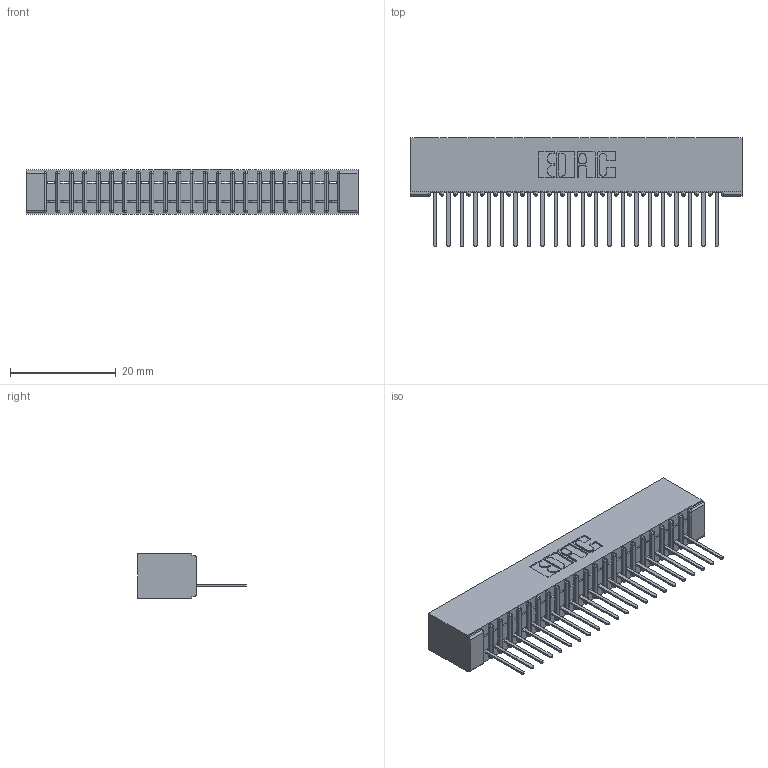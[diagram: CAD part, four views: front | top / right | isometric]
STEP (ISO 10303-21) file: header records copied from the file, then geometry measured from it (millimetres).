
FILE_DESCRIPTION (( 'STEP AP203' ), '1' );
FILE_NAME ('391-022-522-101.STEP', '2018-08-08T19:18:31', ( '' ), ( '' ), 'SwSTEP 2.0', 'SolidWorks 2016', '' );
FILE_SCHEMA (( 'CONFIG_CONTROL_DESIGN' ));
Length unit declared in the file: inch
Products named in the file (3): 341 Part_No Mounting Lugs; 341-292-001_341-292-122; 391-022-522-101
Assembly tree (23 placements, depth 2):
  391-022-522-101
    341 Part_No Mounting Lugs
    341-292-001_341-292-122  x22
Bounding box: 62.87 x 20.62 x 8.38 mm (x, y, z)
Volume: 3580.5 mm3; surface area: 7274.1 mm2
Topology: 23 solids, 23 shells, 1912 faces, 5506 edges, 3534 vertices
Faces by surface type: plane 1186, cylinder 638, sphere 46, torus 42
Entity records: 28307 total; most frequent: CARTESIAN_POINT 4800, ORIENTED_EDGE 4788, DIRECTION 4648, EDGE_CURVE 2394, VECTOR 1916, LINE 1916, VERTEX_POINT 1518, AXIS2_PLACEMENT_3D 1366
